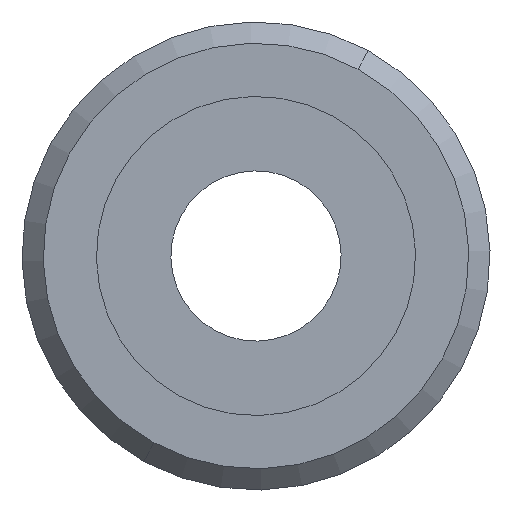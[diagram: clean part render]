
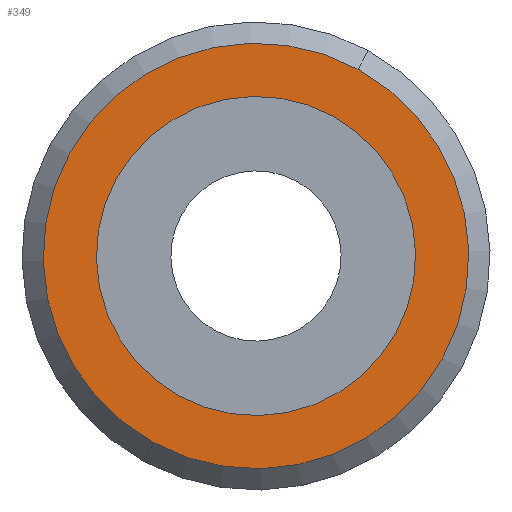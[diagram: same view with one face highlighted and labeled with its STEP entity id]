
A CAD part, left-side view. The second image highlights one B-rep face of the part: STEP entity #349.
In plain terms, the highlighted planar face has unit normal (-1, 0, 0).
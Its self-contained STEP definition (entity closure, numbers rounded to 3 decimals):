
#177=CARTESIAN_POINT('Vertex',(-4.,7.191,-13.164)) ;
#180=CARTESIAN_POINT('Axis2P3D Location',(-4.,0.,0.)) ;
#184=CARTESIAN_POINT('Vertex',(-4.,-7.191,13.164)) ;
#206=CARTESIAN_POINT('Axis2P3D Location',(-4.,0.,0.)) ;
#322=CARTESIAN_POINT('Axis2P3D Location',(-4.,0.,15.)) ;
#327=CARTESIAN_POINT('Axis2P3D Location',(-4.,0.,0.)) ;
#331=CARTESIAN_POINT('Vertex',(-4.,-9.589,17.552)) ;
#333=CARTESIAN_POINT('Vertex',(-4.,9.589,-17.552)) ;
#336=CARTESIAN_POINT('Axis2P3D Location',(-4.,0.,0.)) ;
#181=DIRECTION('Axis2P3D Direction',(1.,0.,0.)) ;
#207=DIRECTION('Axis2P3D Direction',(1.,0.,0.)) ;
#323=DIRECTION('Axis2P3D Direction',(1.,0.,0.)) ;
#324=DIRECTION('Axis2P3D XDirection',(0.,1.,0.)) ;
#328=DIRECTION('Axis2P3D Direction',(1.,0.,0.)) ;
#337=DIRECTION('Axis2P3D Direction',(1.,0.,0.)) ;
#182=AXIS2_PLACEMENT_3D('Circle Axis2P3D',#180,#181,$) ;
#208=AXIS2_PLACEMENT_3D('Circle Axis2P3D',#206,#207,$) ;
#325=AXIS2_PLACEMENT_3D('Plane Axis2P3D',#322,#323,#324) ;
#329=AXIS2_PLACEMENT_3D('Circle Axis2P3D',#327,#328,$) ;
#338=AXIS2_PLACEMENT_3D('Circle Axis2P3D',#336,#337,$) ;
#342=ORIENTED_EDGE('',*,*,#335,.F.) ;
#343=ORIENTED_EDGE('',*,*,#340,.F.) ;
#346=ORIENTED_EDGE('',*,*,#210,.T.) ;
#347=ORIENTED_EDGE('',*,*,#186,.T.) ;
#348=FACE_BOUND('',#345,.T.) ;
#349=ADVANCED_FACE('Corps principal',(#344,#348),#326,.F.) ;
#183=CIRCLE('generated circle',#182,15.) ;
#209=CIRCLE('generated circle',#208,15.) ;
#330=CIRCLE('generated circle',#329,20.) ;
#339=CIRCLE('generated circle',#338,20.) ;
#186=EDGE_CURVE('',#185,#178,#183,.T.) ;
#210=EDGE_CURVE('',#178,#185,#209,.T.) ;
#335=EDGE_CURVE('',#332,#334,#330,.T.) ;
#340=EDGE_CURVE('',#334,#332,#339,.T.) ;
#341=EDGE_LOOP('',(#342,#343)) ;
#345=EDGE_LOOP('',(#346,#347)) ;
#344=FACE_OUTER_BOUND('',#341,.T.) ;
#326=PLANE('Plane',#325) ;
#178=VERTEX_POINT('',#177) ;
#185=VERTEX_POINT('',#184) ;
#332=VERTEX_POINT('',#331) ;
#334=VERTEX_POINT('',#333) ;
